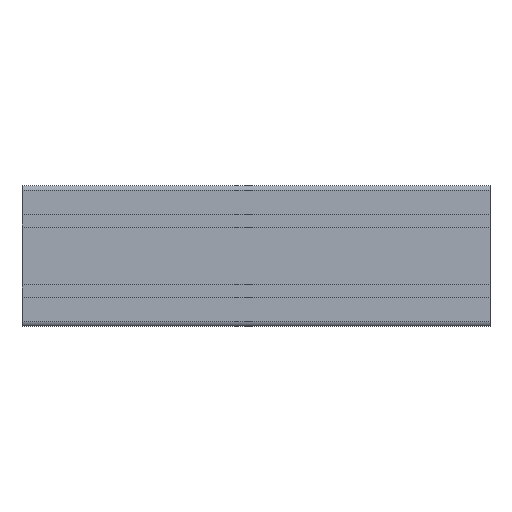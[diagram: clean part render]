
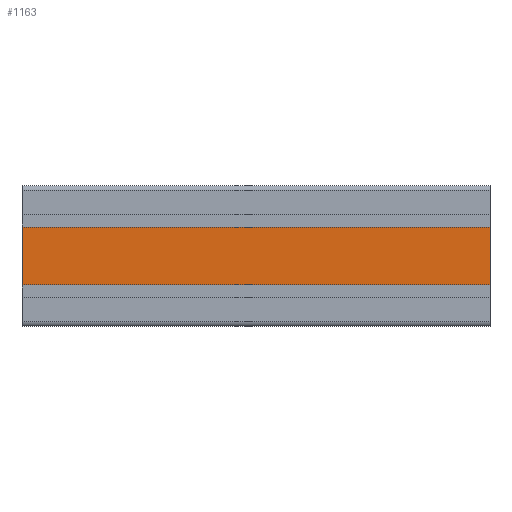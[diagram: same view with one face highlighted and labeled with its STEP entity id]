
A CAD part, left-side view. The second image highlights one B-rep face of the part: STEP entity #1163.
In plain terms, the highlighted face is planar.
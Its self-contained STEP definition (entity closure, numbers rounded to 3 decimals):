
#1163 = ADVANCED_FACE ( 'PLANAR_21', ( #5738 ), #5739, .T. ) ;
#1670 = DIRECTION ( 'NONE',  ( 0., 0., 1. ) ) ;
#1675 = CARTESIAN_POINT ( 'NONE',  ( 22.5, 18.4, -300. ) ) ;
#1677 = LINE ( 'NONE', #1675, #7719 ) ;
#1705 = DIRECTION ( 'NONE',  ( 0., 0., 1. ) ) ;
#1720 = LINE ( 'NONE', #1721, #7723 ) ;
#1721 = CARTESIAN_POINT ( 'NONE',  ( 22.5, -18.4, -300. ) ) ;
#1829 = CARTESIAN_POINT ( 'NONE',  ( 22.5, -18.4, -300. ) ) ;
#1839 = LINE ( 'NONE', #1829, #7757 ) ;
#1842 = DIRECTION ( 'NONE',  ( 0., 1., 0. ) ) ;
#1870 = DIRECTION ( 'NONE',  ( 0., 1., 0. ) ) ;
#1872 = LINE ( 'NONE', #1873, #7773 ) ;
#1873 = CARTESIAN_POINT ( 'NONE',  ( 22.5, -18.4, 0. ) ) ;
#2647 = CARTESIAN_POINT ( 'NONE',  ( 22.5, -18.4, 0. ) ) ;
#2657 = CARTESIAN_POINT ( 'NONE',  ( 22.5, 18.4, -300. ) ) ;
#3118 = CARTESIAN_POINT ( 'NONE',  ( 22.5, 18.4, 0. ) ) ;
#3121 = CARTESIAN_POINT ( 'NONE',  ( 22.5, -18.4, -300. ) ) ;
#3836 = AXIS2_PLACEMENT_3D ( 'NONE', #5732, #5733, #5730 ) ;
#4576 = VERTEX_POINT ( 'NONE', #3118 ) ;
#4581 = VERTEX_POINT ( 'NONE', #3121 ) ;
#4593 = VERTEX_POINT ( 'NONE', #2647 ) ;
#4608 = VERTEX_POINT ( 'NONE', #2657 ) ;
#4920 = EDGE_CURVE ( 'NONE', #4608, #4576, #1677, .T. ) ;
#4931 = EDGE_CURVE ( 'NONE', #4581, #4593, #1720, .T. ) ;
#5002 = EDGE_CURVE ( 'NONE', #4581, #4608, #1839, .T. ) ;
#5022 = EDGE_CURVE ( 'NONE', #4593, #4576, #1872, .T. ) ;
#5730 = DIRECTION ( 'NONE',  ( 0., 0., -1. ) ) ;
#5732 = CARTESIAN_POINT ( 'NONE',  ( 22.5, -18.4, -300. ) ) ;
#5733 = DIRECTION ( 'NONE',  ( 1., 0., 0. ) ) ;
#5738 = FACE_OUTER_BOUND ( 'NONE', #8904, .T. ) ;
#5739 = PLANE ( 'NONE',  #3836 ) ;
#6475 = ORIENTED_EDGE ( 'NONE', *, *, #4931, .F. ) ;
#6482 = ORIENTED_EDGE ( 'NONE', *, *, #4920, .T. ) ;
#6496 = ORIENTED_EDGE ( 'NONE', *, *, #5022, .F. ) ;
#6526 = ORIENTED_EDGE ( 'NONE', *, *, #5002, .T. ) ;
#7719 = VECTOR ( 'NONE', #1670, 1000. ) ;
#7723 = VECTOR ( 'NONE', #1705, 1000. ) ;
#7757 = VECTOR ( 'NONE', #1842, 1000. ) ;
#7773 = VECTOR ( 'NONE', #1870, 1000. ) ;
#8904 = EDGE_LOOP ( 'NONE', ( #6496, #6475, #6526, #6482 ) ) ;
